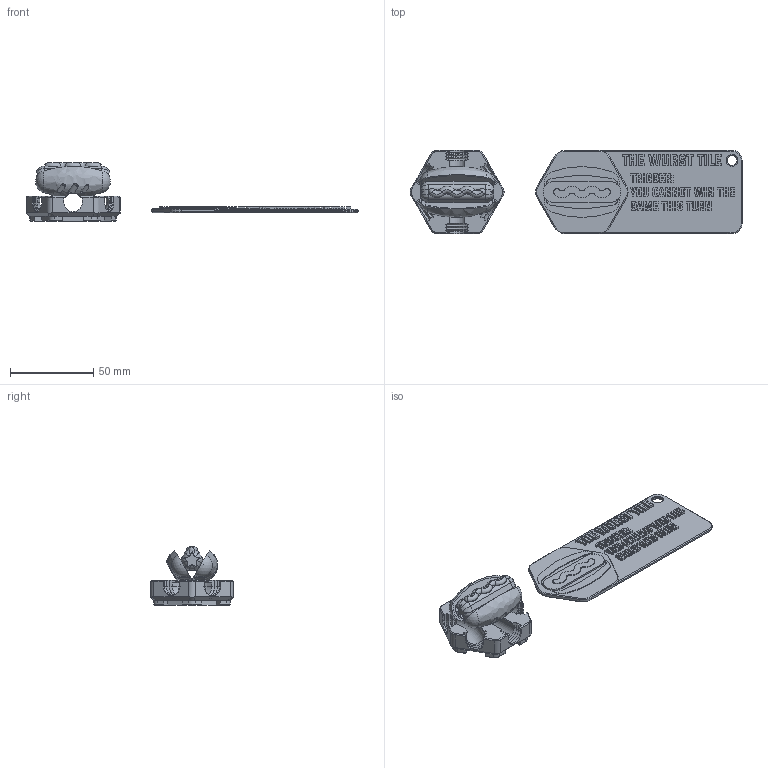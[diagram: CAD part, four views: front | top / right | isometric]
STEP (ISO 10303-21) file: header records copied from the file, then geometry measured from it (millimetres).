
FILE_DESCRIPTION(/* description */ (''),/* implementation_level */ '2;1');
FILE_NAME(/* name */ 'Wurst.step',/* time_stamp */ '2025-05-21T21:52:27-07:00',/* author */ (''),/* organization */ (''),/* preprocessor_version */ 'ST-DEVELOPER v20.1',/* originating_system */ 'Autodesk Translation Framework v14.4.0.0',/* authorisation */ '');
FILE_SCHEMA (('AUTOMOTIVE_DESIGN { 1 0 10303 214 3 1 1 }'));
Length unit declared in the file: millimetre
Products named in the file (6): Wurst; BlankHex v4; Bun; Sausage; Bun Insert; Blank Card v1
Assembly tree (5 placements, depth 2):
  Wurst
    BlankHex v4
    Bun
    Sausage
    Bun Insert
    Blank Card v1
Bounding box: 199.38 x 50 x 35 mm (x, y, z)
Volume: 48443.1 mm3; surface area: 31582.4 mm2
Topology: 5 solids, 5 shells, 1179 faces, 3165 edges, 2054 vertices
Faces by surface type: plane 809, bspline 177, cylinder 116, cone 51, torus 16, sphere 10
Full cylindrical faces by diameter (mm): 6 x1
Entity records: 40116 total; most frequent: CARTESIAN_POINT 11335, ORIENTED_EDGE 6330, DIRECTION 5235, EDGE_CURVE 3165, LINE 2347, VECTOR 2347, VERTEX_POINT 2054, AXIS2_PLACEMENT_3D 1444
